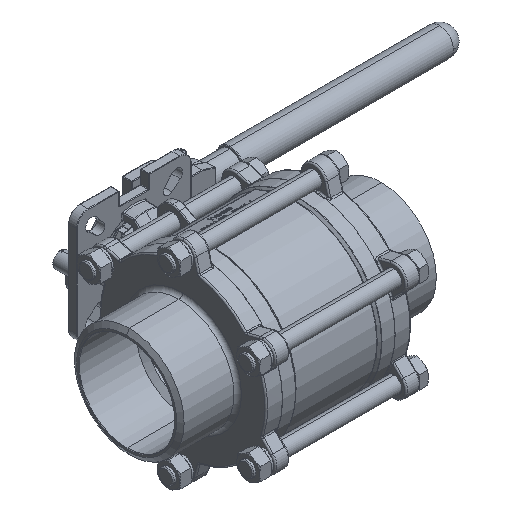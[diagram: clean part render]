
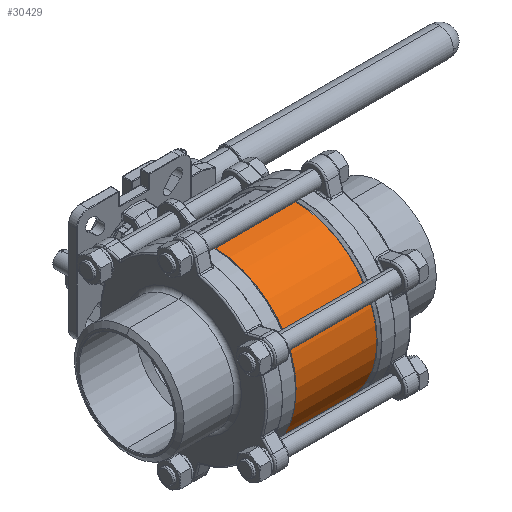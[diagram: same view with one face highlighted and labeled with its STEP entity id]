
A CAD part, isometric view. The second image highlights one B-rep face of the part: STEP entity #30429.
In plain terms, the highlighted cylindrical face has radius 85 mm (diameter 170 mm), a partial arc.
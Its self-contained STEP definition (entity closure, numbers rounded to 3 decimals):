
#1467 = AXIS2_PLACEMENT_3D ( 'NONE', #20877, #20079, #45591 ) ;
#4884 = VERTEX_POINT ( 'NONE', #51081 ) ;
#5164 = DIRECTION ( 'NONE',  ( -1., 0., 0. ) ) ;
#5196 = CIRCLE ( 'NONE', #44950, 85. ) ;
#5234 = CARTESIAN_POINT ( 'NONE',  ( 45., 0., -85. ) ) ;
#16042 = CARTESIAN_POINT ( 'NONE',  ( 42.293, 0., 0. ) ) ;
#19586 = EDGE_CURVE ( 'NONE', #4884, #80722, #19749, .T. ) ;
#19749 = LINE ( 'NONE', #5234, #48197 ) ;
#20079 = DIRECTION ( 'NONE',  ( 1., 0., 0. ) ) ;
#20877 = CARTESIAN_POINT ( 'NONE',  ( -42.293, 0., 0. ) ) ;
#20891 = CYLINDRICAL_SURFACE ( 'NONE', #45515, 85. ) ;
#27882 = DIRECTION ( 'NONE',  ( -1., 0., 0. ) ) ;
#28338 = CARTESIAN_POINT ( 'NONE',  ( -42.293, 0., 85. ) ) ;
#29106 = EDGE_CURVE ( 'NONE', #4884, #31858, #5196, .T. ) ;
#29466 = DIRECTION ( 'NONE',  ( -1., 0., 0. ) ) ;
#30429 = ADVANCED_FACE ( 'NONE', ( #35661 ), #20891, .T. ) ;
#31764 = ORIENTED_EDGE ( 'NONE', *, *, #46836, .T. ) ;
#31858 = VERTEX_POINT ( 'NONE', #48213 ) ;
#32435 = ORIENTED_EDGE ( 'NONE', *, *, #29106, .T. ) ;
#33394 = CARTESIAN_POINT ( 'NONE',  ( 45., 0., 85. ) ) ;
#35661 = FACE_OUTER_BOUND ( 'NONE', #60540, .T. ) ;
#37350 = ORIENTED_EDGE ( 'NONE', *, *, #19586, .F. ) ;
#39263 = CARTESIAN_POINT ( 'NONE',  ( -42.293, 0., -85. ) ) ;
#44950 = AXIS2_PLACEMENT_3D ( 'NONE', #16042, #60011, #66281 ) ;
#45515 = AXIS2_PLACEMENT_3D ( 'NONE', #60425, #5164, #61241 ) ;
#45591 = DIRECTION ( 'NONE',  ( 0., 0., -1. ) ) ;
#46836 = EDGE_CURVE ( 'NONE', #31858, #55946, #53897, .T. ) ;
#48197 = VECTOR ( 'NONE', #29466, 1000. ) ;
#48213 = CARTESIAN_POINT ( 'NONE',  ( 42.293, 0., 85. ) ) ;
#51081 = CARTESIAN_POINT ( 'NONE',  ( 42.293, 0., -85. ) ) ;
#53897 = LINE ( 'NONE', #33394, #65301 ) ;
#55946 = VERTEX_POINT ( 'NONE', #28338 ) ;
#56119 = ORIENTED_EDGE ( 'NONE', *, *, #71009, .T. ) ;
#60011 = DIRECTION ( 'NONE',  ( -1., 0., 0. ) ) ;
#60425 = CARTESIAN_POINT ( 'NONE',  ( 45., 0., 0. ) ) ;
#60540 = EDGE_LOOP ( 'NONE', ( #37350, #32435, #31764, #56119 ) ) ;
#61241 = DIRECTION ( 'NONE',  ( 0., 0., 1. ) ) ;
#65301 = VECTOR ( 'NONE', #27882, 1000. ) ;
#66281 = DIRECTION ( 'NONE',  ( 0., 0., 1. ) ) ;
#71009 = EDGE_CURVE ( 'NONE', #55946, #80722, #74002, .T. ) ;
#74002 = CIRCLE ( 'NONE', #1467, 85. ) ;
#80722 = VERTEX_POINT ( 'NONE', #39263 ) ;
